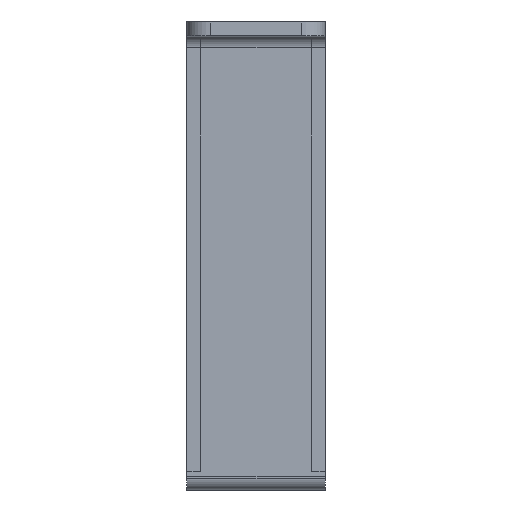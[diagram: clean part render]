
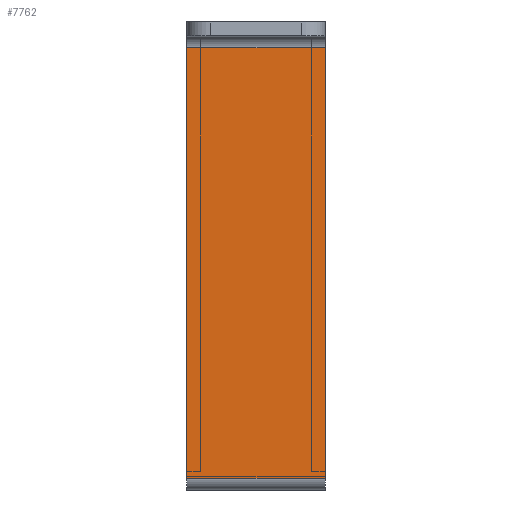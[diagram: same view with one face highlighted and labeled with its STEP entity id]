
A CAD part, left-side view. The second image highlights one B-rep face of the part: STEP entity #7762.
In plain terms, the highlighted planar face has unit normal (-1, 0, 0).
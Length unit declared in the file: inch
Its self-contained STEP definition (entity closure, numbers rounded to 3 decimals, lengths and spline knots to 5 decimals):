
#147 = ORIENTED_EDGE ( 'NONE', *, *, #3925, .T. ) ;
#288 = CARTESIAN_POINT ( 'NONE',  ( -8.70079, 0.29528, 0. ) ) ;
#505 = CARTESIAN_POINT ( 'NONE',  ( -8.70079, 0.29528, 0. ) ) ;
#583 = LINE ( 'NONE', #1175, #5445 ) ;
#650 = VECTOR ( 'NONE', #7906, 39.37008 ) ;
#1175 = CARTESIAN_POINT ( 'NONE',  ( -8.70079, -0.29528, 0. ) ) ;
#1349 = VERTEX_POINT ( 'NONE', #2283 ) ;
#1385 = ORIENTED_EDGE ( 'NONE', *, *, #10262, .F. ) ;
#2283 = CARTESIAN_POINT ( 'NONE',  ( -8.70079, 0.29528, -1.88307 ) ) ;
#2452 = LINE ( 'NONE', #288, #9434 ) ;
#2919 = VERTEX_POINT ( 'NONE', #8450 ) ;
#3563 = DIRECTION ( 'NONE',  ( 0., 0., 1. ) ) ;
#3925 = EDGE_CURVE ( 'NONE', #1349, #9109, #5383, .T. ) ;
#4019 = VECTOR ( 'NONE', #8798, 39.37008 ) ;
#4477 = EDGE_CURVE ( 'NONE', #9109, #2919, #583, .T. ) ;
#4539 = EDGE_CURVE ( 'NONE', #2919, #7864, #7735, .T. ) ;
#4607 = CARTESIAN_POINT ( 'NONE',  ( -8.70079, 0.29528, -0.05 ) ) ;
#5383 = LINE ( 'NONE', #8676, #650 ) ;
#5445 = VECTOR ( 'NONE', #3563, 39.37008 ) ;
#5540 = DIRECTION ( 'NONE',  ( 0., 0., -1. ) ) ;
#6022 = CARTESIAN_POINT ( 'NONE',  ( -8.70079, -0.29528, -1.88307 ) ) ;
#6359 = FACE_OUTER_BOUND ( 'NONE', #6904, .T. ) ;
#6887 = CARTESIAN_POINT ( 'NONE',  ( -8.70079, 0.29528, -0.05 ) ) ;
#6904 = EDGE_LOOP ( 'NONE', ( #8770, #6945, #1385, #147 ) ) ;
#6945 = ORIENTED_EDGE ( 'NONE', *, *, #4539, .T. ) ;
#7063 = DIRECTION ( 'NONE',  ( 1., 0., 0. ) ) ;
#7735 = LINE ( 'NONE', #6887, #4019 ) ;
#7762 = ADVANCED_FACE ( 'NONE', ( #6359 ), #10417, .F. ) ;
#7864 = VERTEX_POINT ( 'NONE', #4607 ) ;
#7906 = DIRECTION ( 'NONE',  ( 0., -1., 0. ) ) ;
#8131 = AXIS2_PLACEMENT_3D ( 'NONE', #505, #7063, #5540 ) ;
#8450 = CARTESIAN_POINT ( 'NONE',  ( -8.70079, -0.29528, -0.05 ) ) ;
#8676 = CARTESIAN_POINT ( 'NONE',  ( -8.70079, 0.29528, -1.88307 ) ) ;
#8770 = ORIENTED_EDGE ( 'NONE', *, *, #4477, .T. ) ;
#8798 = DIRECTION ( 'NONE',  ( 0., 1., 0. ) ) ;
#9109 = VERTEX_POINT ( 'NONE', #6022 ) ;
#9434 = VECTOR ( 'NONE', #9447, 39.37008 ) ;
#9447 = DIRECTION ( 'NONE',  ( 0., 0., 1. ) ) ;
#10262 = EDGE_CURVE ( 'NONE', #1349, #7864, #2452, .T. ) ;
#10417 = PLANE ( 'NONE',  #8131 ) ;
